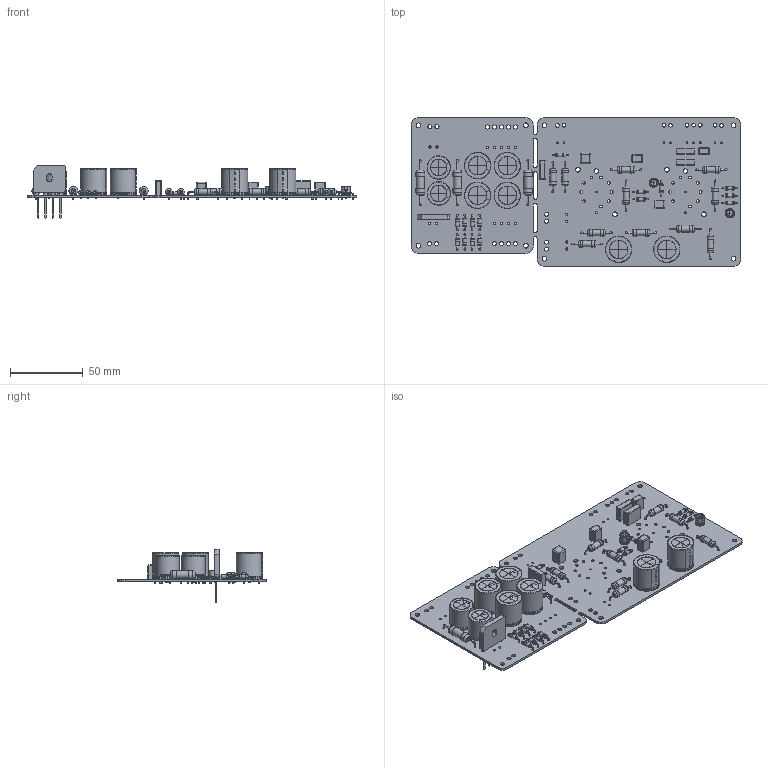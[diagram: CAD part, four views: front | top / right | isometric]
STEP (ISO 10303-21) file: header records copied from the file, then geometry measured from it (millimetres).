
FILE_DESCRIPTION(('KiCad electronic assembly'),'2;1');
FILE_NAME('it_is_the_champion-3D.step','2022-07-16T14:37:21',('Pcbnew'), ('Kicad'),'Open CASCADE STEP processor 7.5','KiCad to STEP converter', 'Unknown');
FILE_SCHEMA(('AUTOMOTIVE_DESIGN { 1 0 10303 214 1 1 1 1 }'));
Length unit declared in the file: millimetre
Products named in the file (26): it_is_the_champion-3D 1; CP_Radial_D6.3mm_P2.50mm; SOLID; C_Rect_L7.2mm_W4.5mm_P5.00mm_FKS2_FKP2_MKS2_MKP2; C_Rect_L13.0mm_W4.0mm_P10.00mm_FKS3_FKP3_MKS4; C_Rect_L7.2mm_W5.5mm_P5.00mm_FKS2_FKP2_MKS2_MKP2; R_Axial_DIN0207_L6.3mm_D2.5mm_P10.16mm_Horizontal; R_Axial_DIN0414_L11.9mm_D4.5mm_P20.32mm_Horizontal; C_Rect_L7.2mm_W7.2mm_P5.00mm_FKS2_FKP2_MKS2_MKP2; CP_Radial_D18.0mm_P7.50mm; D_DO-41_SOD81_P10.16mm_Horizontal; R_Axial_DIN0617_L17.0mm_D6.0mm_P30.48mm_Horizontal; Diode_Bridge_Vishay_GBU; CP_Radial_D16.0mm_P7.50mm; it_is_the_champion PCB
Assembly tree (60 placements, depth 3):
  it_is_the_champion-3D 1
    CP_Radial_D6.3mm_P2.50mm  x2
      SOLID
    C_Rect_L7.2mm_W4.5mm_P5.00mm_FKS2_FKP2_MKS2_MKP2
      SOLID
    C_Rect_L13.0mm_W4.0mm_P10.00mm_FKS3_FKP3_MKS4  x3
      SOLID
    C_Rect_L7.2mm_W5.5mm_P5.00mm_FKS2_FKP2_MKS2_MKP2  x2
      SOLID
    R_Axial_DIN0207_L6.3mm_D2.5mm_P10.16mm_Horizontal  x7
      SOLID
    R_Axial_DIN0414_L11.9mm_D4.5mm_P20.32mm_Horizontal  x11
      SOLID
    C_Rect_L7.2mm_W7.2mm_P5.00mm_FKS2_FKP2_MKS2_MKP2
      SOLID
    CP_Radial_D18.0mm_P7.50mm  x6
      SOLID
    D_DO-41_SOD81_P10.16mm_Horizontal  x8
      SOLID
    R_Axial_DIN0617_L17.0mm_D6.0mm_P30.48mm_Horizontal  x3
      SOLID
    Diode_Bridge_Vishay_GBU
      SOLID
    CP_Radial_D16.0mm_P7.50mm  x2
      SOLID
    it_is_the_champion PCB
Bounding box: 226.06 x 101.6 x 36.4 mm (x, y, z)
Volume: 76628.8 mm3; surface area: 68774.4 mm2
Topology: 48 solids, 58 shells, 1403 faces, 3171 edges, 2036 vertices
Faces by surface type: bspline 1185, cylinder 200, plane 18
Full cylindrical faces by diameter (mm): 0.8 x26, 1 x8, 1.1 x16, 1.2 x53, 1.3 x2, 1.55 x17, 1.6 x4, 1.8 x18, 2.5 x9, 2.8 x17, 3.2 x14
Entity records: 43249 total; most frequent: CARTESIAN_POINT 15813, DIRECTION 2902, ORIENTED_EDGE 2878, PCURVE 2878, DEFINITIONAL_REPRESENTATION 2878, B_SPLINE_CURVE_WITH_KNOTS 1909, EDGE_CURVE 1439, SURFACE_CURVE 1199
